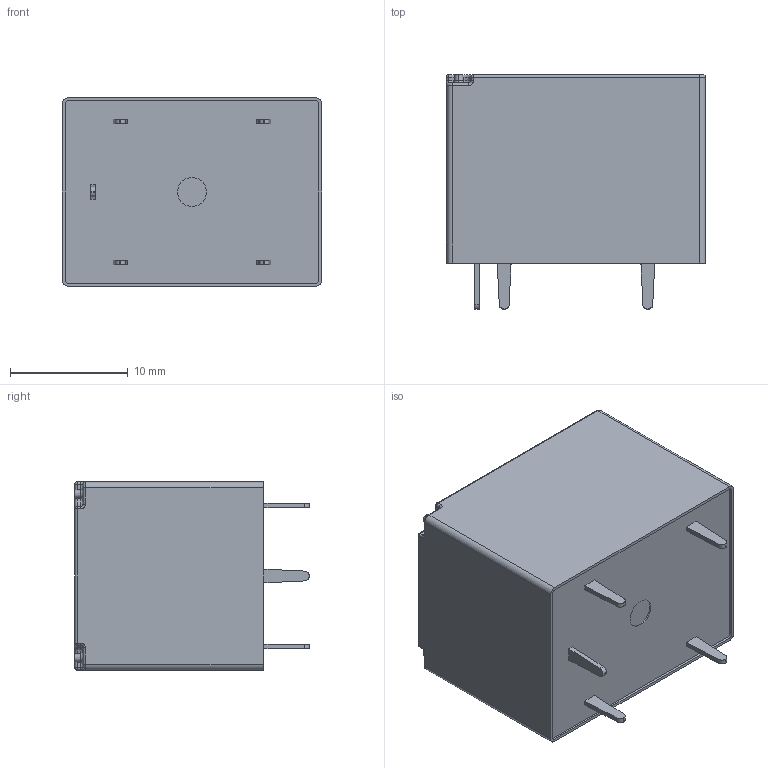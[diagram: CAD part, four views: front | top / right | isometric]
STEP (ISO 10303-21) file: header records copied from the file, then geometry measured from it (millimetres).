
FILE_DESCRIPTION (( 'STEP AP214' ), '1' );
FILE_NAME ('JS1-5V-F.STEP', '2021-08-28T07:36:36', ( '' ), ( '' ), 'SwSTEP 2.0', 'SolidWorks 2018', '' );
FILE_SCHEMA (( 'AUTOMOTIVE_DESIGN' ));
Length unit declared in the file: millimetre
Products named in the file (2): JS1-5V-F
Bounding box: 22 x 19.9 x 16 mm (x, y, z)
Volume: 5563.5 mm3; surface area: 1971 mm2
Topology: 1 solids, 1 shells, 111 faces, 264 edges, 160 vertices
Faces by surface type: plane 45, cylinder 42, torus 16, cone 4, sphere 4
Entity records: 4436 total; most frequent: DIRECTION 598, CARTESIAN_POINT 533, ORIENTED_EDGE 520, EDGE_CURVE 260, AXIS2_PLACEMENT_3D 225, VERTEX_POINT 160, LINE 148, VECTOR 148
